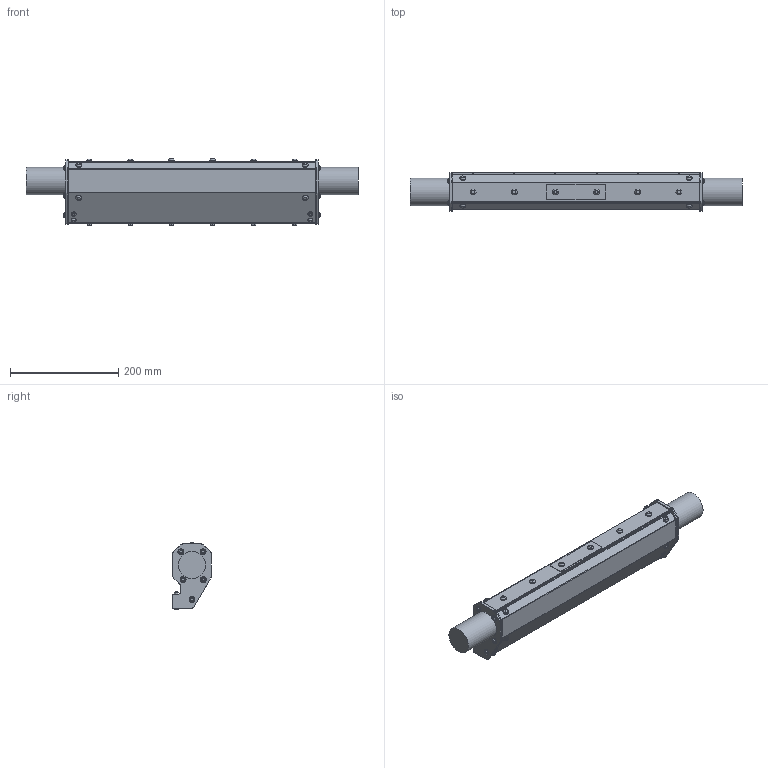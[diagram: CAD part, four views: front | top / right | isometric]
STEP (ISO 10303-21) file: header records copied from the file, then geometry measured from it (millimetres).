
FILE_DESCRIPTION(/* description */ (''),/* implementation_level */ '2;1');
FILE_NAME(/* name */ 'MA2Bxxxxxx018 DUMMY.stp',/* time_stamp */ '2018-02-13T13:34:53-05:00',/* author */ ('James'),/* organization */ (''),/* preprocessor_version */ 'ST-DEVELOPER v16.5',/* originating_system */ 'Autodesk Inventor 2017',/* authorisation */ '');
FILE_SCHEMA (('AUTOMOTIVE_DESIGN { 1 0 10303 214 3 1 1 }'));
Length unit declared in the file: inch
Products named in the file (1): MA2Bxxxxxx018 DUMMY
Bounding box: 614.38 x 71.12 x 122.73 mm (x, y, z)
Volume: 3027425.5 mm3; surface area: 203932.6 mm2
Topology: 1 solids, 1 shells, 535 faces, 1199 edges, 781 vertices
Faces by surface type: plane 234, cylinder 141, cone 114, sphere 28, bspline 12, torus 6
Full cylindrical faces by diameter (mm): 7.6 x4, 9 x16, 9.5 x18, 10.5 x6, 11 x24, 50.8 x2
Entity records: 27945 total; most frequent: CARTESIAN_POINT 16668, DIRECTION 2286, ORIENTED_EDGE 2140, EDGE_CURVE 1070, AXIS2_PLACEMENT_3D 960, VERTEX_POINT 734, EDGE_LOOP 732, FACE_OUTER_BOUND 535
